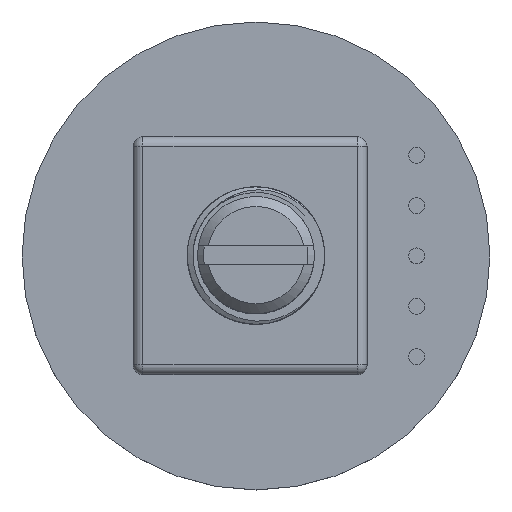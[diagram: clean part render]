
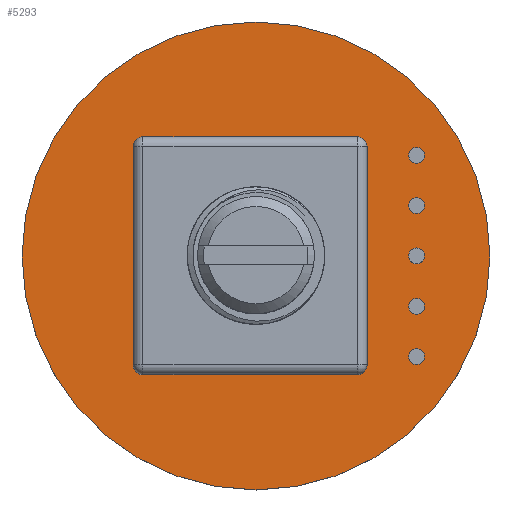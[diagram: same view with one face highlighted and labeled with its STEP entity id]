
A CAD part, top view. The second image highlights one B-rep face of the part: STEP entity #5293.
In plain terms, the highlighted planar face has unit normal (0, 0, 1).
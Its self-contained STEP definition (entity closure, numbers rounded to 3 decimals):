
#3057 = EDGE_CURVE('',#3058,#3060,#3062,.T.);
#3058 = VERTEX_POINT('',#3059);
#3059 = CARTESIAN_POINT('',(-13.795,-11.065,7.));
#3060 = VERTEX_POINT('',#3061);
#3061 = CARTESIAN_POINT('',(-14.295,-10.565,7.));
#3062 = CIRCLE('',#3063,0.5);
#3063 = AXIS2_PLACEMENT_3D('',#3064,#3065,#3066);
#3064 = CARTESIAN_POINT('',(-13.795,-10.565,7.));
#3065 = DIRECTION('',(-0.,0.,-1.));
#3066 = DIRECTION('',(-0.707,-0.707,0.));
#3124 = EDGE_CURVE('',#3125,#3127,#3129,.T.);
#3125 = VERTEX_POINT('',#3126);
#3126 = CARTESIAN_POINT('',(-2.495,-10.565,7.));
#3127 = VERTEX_POINT('',#3128);
#3128 = CARTESIAN_POINT('',(-2.995,-11.065,7.));
#3129 = CIRCLE('',#3130,0.5);
#3130 = AXIS2_PLACEMENT_3D('',#3131,#3132,#3133);
#3131 = CARTESIAN_POINT('',(-2.995,-10.565,7.));
#3132 = DIRECTION('',(-0.,0.,-1.));
#3133 = DIRECTION('',(0.707,-0.707,-0.));
#3191 = EDGE_CURVE('',#3192,#3194,#3196,.T.);
#3192 = VERTEX_POINT('',#3193);
#3193 = CARTESIAN_POINT('',(-14.295,0.435,7.));
#3194 = VERTEX_POINT('',#3195);
#3195 = CARTESIAN_POINT('',(-13.795,0.935,7.));
#3196 = CIRCLE('',#3197,0.5);
#3197 = AXIS2_PLACEMENT_3D('',#3198,#3199,#3200);
#3198 = CARTESIAN_POINT('',(-13.795,0.435,7.));
#3199 = DIRECTION('',(0.,0.,-1.));
#3200 = DIRECTION('',(-0.707,0.707,0.));
#3280 = EDGE_CURVE('',#3281,#3283,#3285,.T.);
#3281 = VERTEX_POINT('',#3282);
#3282 = CARTESIAN_POINT('',(-2.995,0.935,7.));
#3283 = VERTEX_POINT('',#3284);
#3284 = CARTESIAN_POINT('',(-2.495,0.435,7.));
#3285 = CIRCLE('',#3286,0.5);
#3286 = AXIS2_PLACEMENT_3D('',#3287,#3288,#3289);
#3287 = CARTESIAN_POINT('',(-2.995,0.435,7.));
#3288 = DIRECTION('',(0.,0.,-1.));
#3289 = DIRECTION('',(0.707,0.707,0.));
#3381 = EDGE_CURVE('',#3060,#3192,#3382,.T.);
#3382 = LINE('',#3383,#3384);
#3383 = CARTESIAN_POINT('',(-14.295,-2.065,7.));
#3384 = VECTOR('',#3385,1.);
#3385 = DIRECTION('',(0.,1.,0.));
#3398 = EDGE_CURVE('',#3194,#3281,#3399,.T.);
#3399 = LINE('',#3400,#3401);
#3400 = CARTESIAN_POINT('',(-5.295,0.935,7.));
#3401 = VECTOR('',#3402,1.);
#3402 = DIRECTION('',(1.,0.,0.));
#5106 = EDGE_CURVE('',#3127,#3058,#5107,.T.);
#5107 = LINE('',#5108,#5109);
#5108 = CARTESIAN_POINT('',(-11.195,-11.065,7.));
#5109 = VECTOR('',#5110,1.);
#5110 = DIRECTION('',(-1.,0.,0.));
#5123 = EDGE_CURVE('',#3283,#3125,#5124,.T.);
#5124 = LINE('',#5125,#5126);
#5125 = CARTESIAN_POINT('',(-2.495,-8.065,7.));
#5126 = VECTOR('',#5127,1.);
#5127 = DIRECTION('',(0.,-1.,0.));
#5140 = VERTEX_POINT('',#5141);
#5141 = CARTESIAN_POINT('',(0.005,-0.385,7.));
#5147 = EDGE_CURVE('',#5140,#5140,#5148,.T.);
#5148 = CIRCLE('',#5149,0.4);
#5149 = AXIS2_PLACEMENT_3D('',#5150,#5151,#5152);
#5150 = CARTESIAN_POINT('',(0.005,0.015,7.));
#5151 = DIRECTION('',(0.,0.,-1.));
#5152 = DIRECTION('',(0.,1.,0.));
#5165 = VERTEX_POINT('',#5166);
#5166 = CARTESIAN_POINT('',(0.005,-2.925,7.));
#5172 = EDGE_CURVE('',#5165,#5165,#5173,.T.);
#5173 = CIRCLE('',#5174,0.4);
#5174 = AXIS2_PLACEMENT_3D('',#5175,#5176,#5177);
#5175 = CARTESIAN_POINT('',(0.005,-2.525,7.));
#5176 = DIRECTION('',(0.,0.,-1.));
#5177 = DIRECTION('',(0.,1.,0.));
#5190 = VERTEX_POINT('',#5191);
#5191 = CARTESIAN_POINT('',(0.005,-10.545,7.));
#5197 = EDGE_CURVE('',#5190,#5190,#5198,.T.);
#5198 = CIRCLE('',#5199,0.4);
#5199 = AXIS2_PLACEMENT_3D('',#5200,#5201,#5202);
#5200 = CARTESIAN_POINT('',(0.005,-10.145,7.));
#5201 = DIRECTION('',(0.,0.,-1.));
#5202 = DIRECTION('',(0.,1.,0.));
#5215 = VERTEX_POINT('',#5216);
#5216 = CARTESIAN_POINT('',(0.005,-5.465,7.));
#5222 = EDGE_CURVE('',#5215,#5215,#5223,.T.);
#5223 = CIRCLE('',#5224,0.4);
#5224 = AXIS2_PLACEMENT_3D('',#5225,#5226,#5227);
#5225 = CARTESIAN_POINT('',(0.005,-5.065,7.));
#5226 = DIRECTION('',(0.,0.,-1.));
#5227 = DIRECTION('',(0.,1.,0.));
#5240 = VERTEX_POINT('',#5241);
#5241 = CARTESIAN_POINT('',(0.005,-8.005,7.));
#5247 = EDGE_CURVE('',#5240,#5240,#5248,.T.);
#5248 = CIRCLE('',#5249,0.4);
#5249 = AXIS2_PLACEMENT_3D('',#5250,#5251,#5252);
#5250 = CARTESIAN_POINT('',(0.005,-7.605,7.));
#5251 = DIRECTION('',(0.,0.,-1.));
#5252 = DIRECTION('',(0.,1.,0.));
#5274 = VERTEX_POINT('',#5275);
#5275 = CARTESIAN_POINT('',(-8.095,-16.865,7.));
#5281 = EDGE_CURVE('',#5274,#5274,#5282,.T.);
#5282 = CIRCLE('',#5283,11.8);
#5283 = AXIS2_PLACEMENT_3D('',#5284,#5285,#5286);
#5284 = CARTESIAN_POINT('',(-8.095,-5.065,7.));
#5285 = DIRECTION('',(0.,-0.,1.));
#5286 = DIRECTION('',(0.,1.,0.));
#5293 = ADVANCED_FACE('',(#5294,#5297,#5307,#5310,#5313,#5316,#5319),
  #5322,.T.);
#5294 = FACE_BOUND('',#5295,.T.);
#5295 = EDGE_LOOP('',(#5296));
#5296 = ORIENTED_EDGE('',*,*,#5281,.T.);
#5297 = FACE_BOUND('',#5298,.T.);
#5298 = EDGE_LOOP('',(#5299,#5300,#5301,#5302,#5303,#5304,#5305,#5306));
#5299 = ORIENTED_EDGE('',*,*,#5106,.T.);
#5300 = ORIENTED_EDGE('',*,*,#3057,.T.);
#5301 = ORIENTED_EDGE('',*,*,#3381,.T.);
#5302 = ORIENTED_EDGE('',*,*,#3191,.T.);
#5303 = ORIENTED_EDGE('',*,*,#3398,.T.);
#5304 = ORIENTED_EDGE('',*,*,#3280,.T.);
#5305 = ORIENTED_EDGE('',*,*,#5123,.T.);
#5306 = ORIENTED_EDGE('',*,*,#3124,.T.);
#5307 = FACE_BOUND('',#5308,.T.);
#5308 = EDGE_LOOP('',(#5309));
#5309 = ORIENTED_EDGE('',*,*,#5247,.T.);
#5310 = FACE_BOUND('',#5311,.T.);
#5311 = EDGE_LOOP('',(#5312));
#5312 = ORIENTED_EDGE('',*,*,#5222,.T.);
#5313 = FACE_BOUND('',#5314,.T.);
#5314 = EDGE_LOOP('',(#5315));
#5315 = ORIENTED_EDGE('',*,*,#5197,.T.);
#5316 = FACE_BOUND('',#5317,.T.);
#5317 = EDGE_LOOP('',(#5318));
#5318 = ORIENTED_EDGE('',*,*,#5172,.T.);
#5319 = FACE_BOUND('',#5320,.T.);
#5320 = EDGE_LOOP('',(#5321));
#5321 = ORIENTED_EDGE('',*,*,#5147,.T.);
#5322 = PLANE('',#5323);
#5323 = AXIS2_PLACEMENT_3D('',#5324,#5325,#5326);
#5324 = CARTESIAN_POINT('',(-8.095,-5.065,7.));
#5325 = DIRECTION('',(0.,0.,1.));
#5326 = DIRECTION('',(0.,1.,0.));
